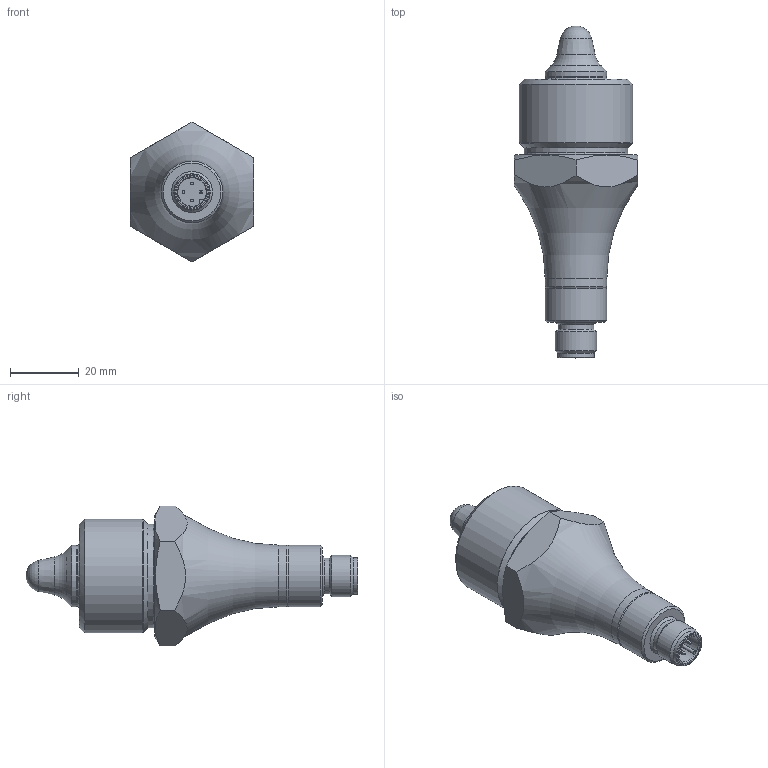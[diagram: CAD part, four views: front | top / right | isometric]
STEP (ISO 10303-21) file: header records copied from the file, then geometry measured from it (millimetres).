
FILE_DESCRIPTION( ( 'Unknown' ), '1' );
FILE_NAME( 'LBFS-x33xxx.step', 'Unknown', ( 'Unknown' ), ( 'Unknown' ), 'PSStep 15.0.49', 'Unknown', ' ' );
FILE_SCHEMA( ( 'AUTOMOTIVE_DESIGN { 1 0 10303 214 1 1 1 1 }' ) );
Length unit declared in the file: millimetre
Products named in the file (1): 11108652
Bounding box: 36 x 96.84 x 40.78 mm (x, y, z)
Volume: 46564.7 mm3; surface area: 9299.6 mm2
Topology: 1 solids, 1 shells, 106 faces, 268 edges, 176 vertices
Faces by surface type: plane 55, cylinder 29, cone 15, torus 6, sphere 1
Full cylindrical faces by diameter (mm): 9.4 x1, 9.6 x1, 10.4 x1, 10.6 x1, 12 x1, 18 x4, 30.2 x1, 33.249 x1
Entity records: 4176 total; most frequent: CARTESIAN_POINT 1014, ORIENTED_EDGE 446, DIRECTION 442, EDGE_CURVE 223, AXIS2_PLACEMENT_3D 166, VERTEX_POINT 166, EDGE_LOOP 151, FACE_OUTER_BOUND 123
